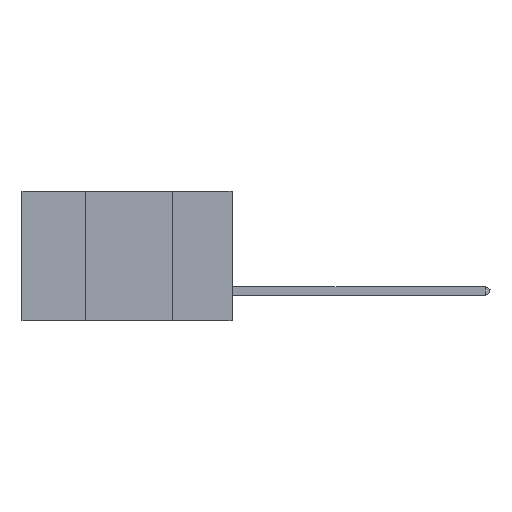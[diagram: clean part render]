
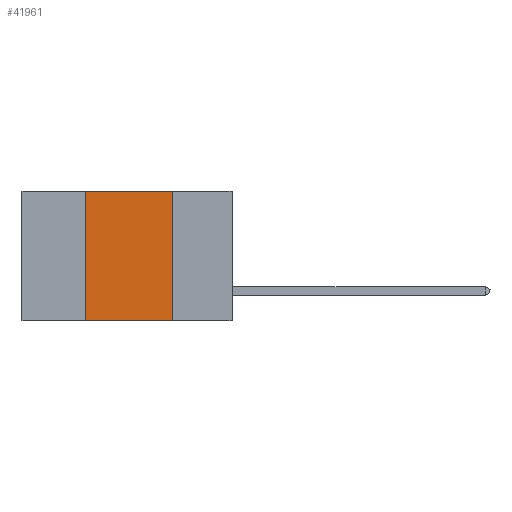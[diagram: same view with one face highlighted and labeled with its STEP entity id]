
A CAD part, left-side view. The second image highlights one B-rep face of the part: STEP entity #41961.
In plain terms, the highlighted planar face has unit normal (-1, 0, 0).
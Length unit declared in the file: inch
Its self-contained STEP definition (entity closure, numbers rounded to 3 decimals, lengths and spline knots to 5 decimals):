
#3730 = VECTOR ( 'NONE', #18442, 39.37008 ) ;
#3758 = EDGE_CURVE ( 'NONE', #18714, #31364, #42950, .T. ) ;
#3903 = EDGE_CURVE ( 'NONE', #7999, #18714, #7828, .T. ) ;
#6812 = VECTOR ( 'NONE', #15448, 39.37008 ) ;
#7615 = CARTESIAN_POINT ( 'NONE',  ( 0., 0.6, -0.37 ) ) ;
#7828 = LINE ( 'NONE', #27864, #27488 ) ;
#7939 = ORIENTED_EDGE ( 'NONE', *, *, #3758, .F. ) ;
#7999 = VERTEX_POINT ( 'NONE', #39300 ) ;
#9316 = CARTESIAN_POINT ( 'NONE',  ( 0., 0.42, 0. ) ) ;
#14283 = DIRECTION ( 'NONE',  ( 0., -1., 0. ) ) ;
#15328 = PLANE ( 'NONE',  #35815 ) ;
#15448 = DIRECTION ( 'NONE',  ( 0., -1., 0. ) ) ;
#16513 = FACE_OUTER_BOUND ( 'NONE', #25493, .T. ) ;
#17118 = CARTESIAN_POINT ( 'NONE',  ( 0., 0.17, 0. ) ) ;
#18442 = DIRECTION ( 'NONE',  ( 0., 0., -1. ) ) ;
#18714 = VERTEX_POINT ( 'NONE', #9316 ) ;
#19702 = LINE ( 'NONE', #29131, #3730 ) ;
#24545 = DIRECTION ( 'NONE',  ( 0., 0., 1. ) ) ;
#25108 = ORIENTED_EDGE ( 'NONE', *, *, #41935, .F. ) ;
#25246 = CARTESIAN_POINT ( 'NONE',  ( 0., 0.6, 0. ) ) ;
#25493 = EDGE_LOOP ( 'NONE', ( #25108, #7939, #42836, #36689 ) ) ;
#27488 = VECTOR ( 'NONE', #24545, 39.37008 ) ;
#27864 = CARTESIAN_POINT ( 'NONE',  ( 0., 0.42, 0. ) ) ;
#28360 = CARTESIAN_POINT ( 'NONE',  ( 0., 0.6, 0. ) ) ;
#29131 = CARTESIAN_POINT ( 'NONE',  ( 0., 0.17, 0. ) ) ;
#29877 = VECTOR ( 'NONE', #14283, 39.37008 ) ;
#31364 = VERTEX_POINT ( 'NONE', #17118 ) ;
#32355 = EDGE_CURVE ( 'NONE', #7999, #35401, #41465, .T. ) ;
#35401 = VERTEX_POINT ( 'NONE', #37294 ) ;
#35734 = DIRECTION ( 'NONE',  ( 0., 0., -1. ) ) ;
#35815 = AXIS2_PLACEMENT_3D ( 'NONE', #25246, #36046, #35734 ) ;
#36046 = DIRECTION ( 'NONE',  ( 1., 0., 0. ) ) ;
#36689 = ORIENTED_EDGE ( 'NONE', *, *, #32355, .T. ) ;
#37294 = CARTESIAN_POINT ( 'NONE',  ( 0., 0.17, -0.37 ) ) ;
#39300 = CARTESIAN_POINT ( 'NONE',  ( 0., 0.42, -0.37 ) ) ;
#41465 = LINE ( 'NONE', #7615, #29877 ) ;
#41935 = EDGE_CURVE ( 'NONE', #31364, #35401, #19702, .T. ) ;
#41961 = ADVANCED_FACE ( 'NONE', ( #16513 ), #15328, .F. ) ;
#42836 = ORIENTED_EDGE ( 'NONE', *, *, #3903, .F. ) ;
#42950 = LINE ( 'NONE', #28360, #6812 ) ;
